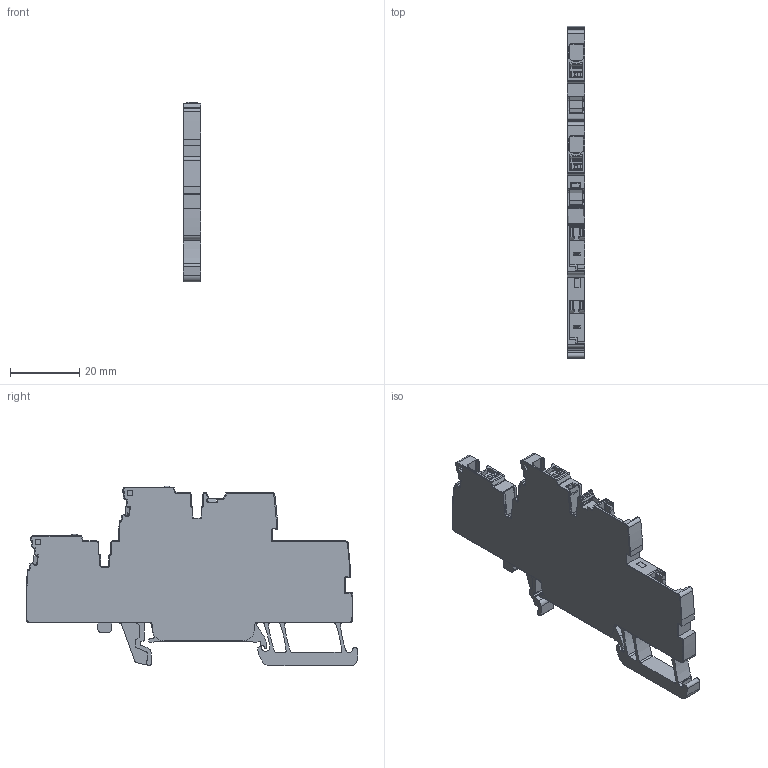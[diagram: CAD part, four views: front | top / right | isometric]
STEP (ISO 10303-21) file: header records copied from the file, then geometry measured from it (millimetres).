
FILE_DESCRIPTION(('CATIA V5 STEP Exchange','CAx-IF Rec.Pracs.--- Model Styling and Organization---1.5--- 2016-08-15','CAx-IF Rec.Pracs.---Supplemental Geometry---1.0---2011-11-01','CAx-IF Rec.Pracs.--- Composite Materials ---1.1---2010-07-15'),'2;1');
FILE_NAME ('2038819-5_1', '2025-11-10T09:49:30+00:00', ('none'), ('Weidmueller'), 'CATIA Version 5-6 Release 2024 SP4', 'CATIA V5 STEP AP214 v3', 'none');
FILE_SCHEMA(('AUTOMOTIVE_DESIGN { 1 0 10303 214 1 1 1 1 }'));
Length unit declared in the file: millimetre
Products named in the file (1): 3051860000
Bounding box: 5.1 x 95.93 x 52 mm (x, y, z)
Volume: 14348.5 mm3; surface area: 9951 mm2
Topology: 1 solids, 2 shells, 938 faces, 2662 edges, 1745 vertices
Faces by surface type: plane 464, cylinder 429, torus 23, bspline 20, sphere 2
Entity records: 31807 total; most frequent: CARTESIAN_POINT 8270, ORIENTED_EDGE 5320, DIRECTION 4035, EDGE_CURVE 2660, VERTEX_POINT 1745, VECTOR 1663, LINE 1663, AXIS2_PLACEMENT_3D 1549
